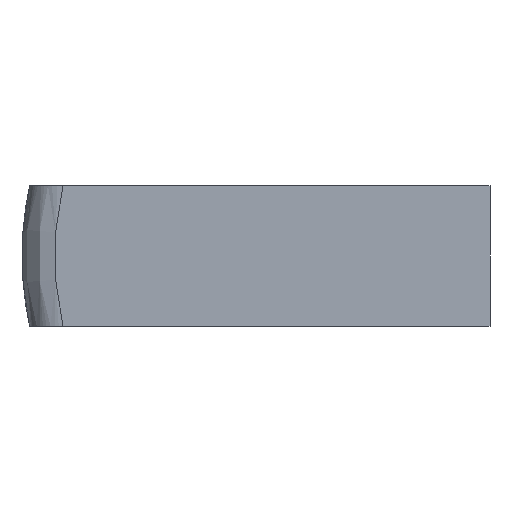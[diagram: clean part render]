
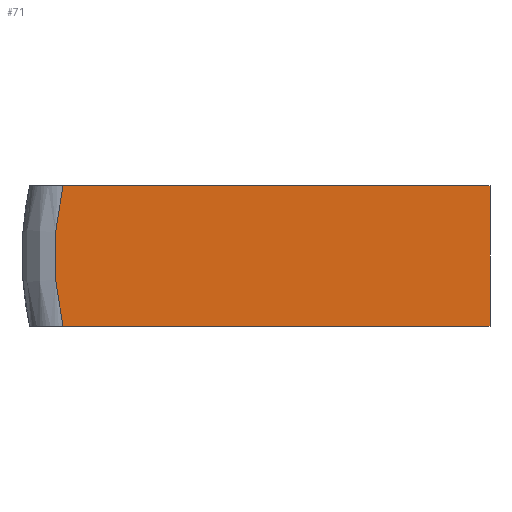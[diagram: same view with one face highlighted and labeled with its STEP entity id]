
A CAD part, left-side view. The second image highlights one B-rep face of the part: STEP entity #71.
In plain terms, the highlighted planar face has unit normal (-1, 0, 0).
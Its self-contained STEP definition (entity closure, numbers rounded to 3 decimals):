
#71 = ADVANCED_FACE ( 'NONE', ( #1954 ), #938, .T. ) ;
#461 = DIRECTION ( 'NONE',  ( -1., 0., 0. ) ) ;
#640 = CARTESIAN_POINT ( 'NONE',  ( -14.35, 23., 0. ) ) ;
#641 = DIRECTION ( 'NONE',  ( 0., -1., 0. ) ) ;
#938 = PLANE ( 'NONE',  #2281 ) ;
#1512 = EDGE_LOOP ( 'NONE', ( #1905, #2025, #2057, #1834 ) ) ;
#1834 = ORIENTED_EDGE ( 'NONE', *, *, #3148, .T. ) ;
#1869 = VERTEX_POINT ( 'NONE', #3723 ) ;
#1893 = VERTEX_POINT ( 'NONE', #3700 ) ;
#1905 = ORIENTED_EDGE ( 'NONE', *, *, #3143, .F. ) ;
#1954 = FACE_OUTER_BOUND ( 'NONE', #1512, .T. ) ;
#2025 = ORIENTED_EDGE ( 'NONE', *, *, #3250, .T. ) ;
#2057 = ORIENTED_EDGE ( 'NONE', *, *, #3144, .F. ) ;
#2144 = LINE ( 'NONE', #2866, #2155 ) ;
#2155 = VECTOR ( 'NONE', #2880, 1000. ) ;
#2281 = AXIS2_PLACEMENT_3D ( 'NONE', #640, #461, #641 ) ;
#2553 = VECTOR ( 'NONE', #3006, 1000. ) ;
#2701 = CARTESIAN_POINT ( 'NONE',  ( -14.35, 0., -3.45 ) ) ;
#2866 = CARTESIAN_POINT ( 'NONE',  ( -14.35, 23., 3.45 ) ) ;
#2880 = DIRECTION ( 'NONE',  ( 0., 1., 0. ) ) ;
#3001 = CARTESIAN_POINT ( 'NONE',  ( -14.35, 20.981, 3.45 ) ) ;
#3002 = CARTESIAN_POINT ( 'NONE',  ( -14.35, 21.543, 1.173 ) ) ;
#3003 = CARTESIAN_POINT ( 'NONE',  ( -14.35, 11.868, -3.45 ) ) ;
#3006 = DIRECTION ( 'NONE',  ( 0., 0., -1. ) ) ;
#3007 = CARTESIAN_POINT ( 'NONE',  ( -14.35, 20.981, -3.45 ) ) ;
#3009 = CARTESIAN_POINT ( 'NONE',  ( -14.35, 21.543, -1.173 ) ) ;
#3011 = CARTESIAN_POINT ( 'NONE',  ( -14.35, 0., 0. ) ) ;
#3016 = CARTESIAN_POINT ( 'NONE',  ( -14.35, 20.981, -3.45 ) ) ;
#3038 = DIRECTION ( 'NONE',  ( 0., -1., 0. ) ) ;
#3104 = VERTEX_POINT ( 'NONE', #2701 ) ;
#3116 = VERTEX_POINT ( 'NONE', #3016 ) ;
#3143 = EDGE_CURVE ( 'NONE', #1893, #3104, #3614, .T. ) ;
#3144 = EDGE_CURVE ( 'NONE', #3116, #1869, #3379, .T. ) ;
#3148 = EDGE_CURVE ( 'NONE', #3116, #3104, #3618, .T. ) ;
#3250 = EDGE_CURVE ( 'NONE', #1893, #1869, #2144, .T. ) ;
#3379 =( BOUNDED_CURVE ( )  B_SPLINE_CURVE ( 3, ( #3007, #3009, #3002, #3001 ),
 .UNSPECIFIED., .F., .T. ) 
 B_SPLINE_CURVE_WITH_KNOTS ( ( 4, 4 ),
 ( 0., 1. ),
 .UNSPECIFIED. ) 
 CURVE ( )  GEOMETRIC_REPRESENTATION_ITEM ( )  RATIONAL_B_SPLINE_CURVE ( ( 1., 0.981, 0.981, 1. ) ) 
 REPRESENTATION_ITEM ( '' )  );
#3614 = LINE ( 'NONE', #3011, #2553 ) ;
#3618 = LINE ( 'NONE', #3003, #3620 ) ;
#3620 = VECTOR ( 'NONE', #3038, 1000. ) ;
#3700 = CARTESIAN_POINT ( 'NONE',  ( -14.35, 0., 3.45 ) ) ;
#3723 = CARTESIAN_POINT ( 'NONE',  ( -14.35, 20.981, 3.45 ) ) ;
